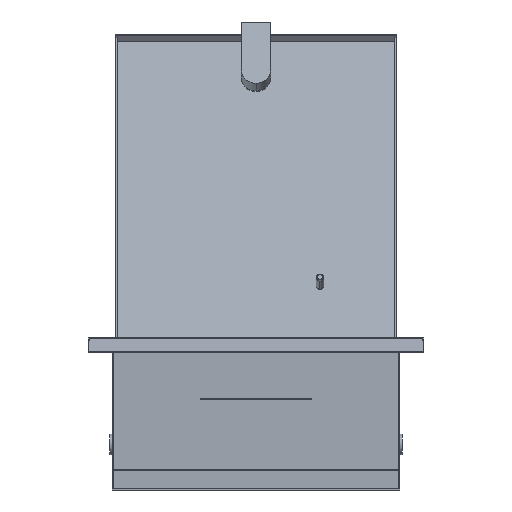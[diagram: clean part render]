
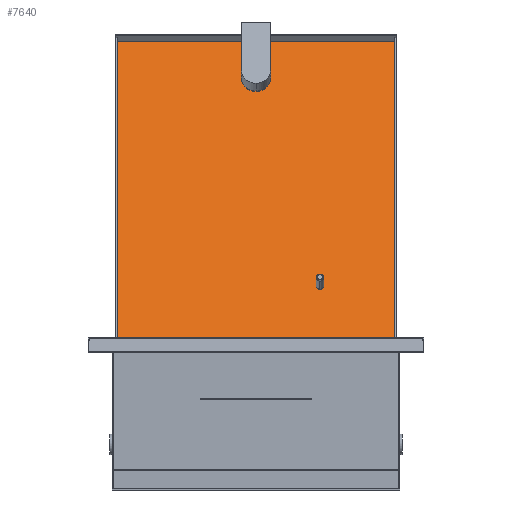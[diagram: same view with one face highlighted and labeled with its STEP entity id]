
A CAD part, left-side view. The second image highlights one B-rep face of the part: STEP entity #7640.
In plain terms, the highlighted face is planar.
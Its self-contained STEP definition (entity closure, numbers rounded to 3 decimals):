
#269 = AXIS2_PLACEMENT_3D ( 'NONE', #973, #2318, #7682 ) ;
#455 = VERTEX_POINT ( 'NONE', #9197 ) ;
#973 = CARTESIAN_POINT ( 'NONE',  ( -102., 0., -1. ) ) ;
#1024 = CIRCLE ( 'NONE', #3344, 11.5 ) ;
#1329 = DIRECTION ( 'NONE',  ( 0., 1., 0. ) ) ;
#1636 = CARTESIAN_POINT ( 'NONE',  ( 0., 109.5, -1. ) ) ;
#1685 = VECTOR ( 'NONE', #11518, 1000. ) ;
#1741 = CARTESIAN_POINT ( 'NONE',  ( 76., -50.5, -1. ) ) ;
#1836 = DIRECTION ( 'NONE',  ( 1., 0., 0. ) ) ;
#1850 = VERTEX_POINT ( 'NONE', #5307 ) ;
#1989 = DIRECTION ( 'NONE',  ( 1., 0., 0. ) ) ;
#2318 = DIRECTION ( 'NONE',  ( 0., 0., 1. ) ) ;
#2403 = VERTEX_POINT ( 'NONE', #4484 ) ;
#2472 = EDGE_CURVE ( 'NONE', #1850, #2403, #7267, .T. ) ;
#2532 = EDGE_CURVE ( 'NONE', #2403, #455, #4793, .T. ) ;
#2573 = CARTESIAN_POINT ( 'NONE',  ( 73., -50.5, -1. ) ) ;
#2592 = DIRECTION ( 'NONE',  ( -1., 0., 0. ) ) ;
#2679 = CARTESIAN_POINT ( 'NONE',  ( -90.5, 0., -1. ) ) ;
#2869 = ORIENTED_EDGE ( 'NONE', *, *, #9447, .T. ) ;
#2894 = CARTESIAN_POINT ( 'NONE',  ( -102., 0., -1. ) ) ;
#2939 = EDGE_LOOP ( 'NONE', ( #11178, #8312 ) ) ;
#3125 = AXIS2_PLACEMENT_3D ( 'NONE', #8744, #3584, #1836 ) ;
#3153 = PLANE ( 'NONE',  #4238 ) ;
#3344 = AXIS2_PLACEMENT_3D ( 'NONE', #2894, #4461, #6530 ) ;
#3584 = DIRECTION ( 'NONE',  ( 0., 0., -1. ) ) ;
#3678 = EDGE_CURVE ( 'NONE', #6113, #1850, #6134, .T. ) ;
#3741 = FACE_BOUND ( 'NONE', #2939, .T. ) ;
#3939 = DIRECTION ( 'NONE',  ( 0., 0., -1. ) ) ;
#4093 = VECTOR ( 'NONE', #1329, 1000. ) ;
#4238 = AXIS2_PLACEMENT_3D ( 'NONE', #6374, #11367, #1989 ) ;
#4278 = CARTESIAN_POINT ( 'NONE',  ( -132., 0., -1. ) ) ;
#4461 = DIRECTION ( 'NONE',  ( 0., 0., 1. ) ) ;
#4467 = EDGE_CURVE ( 'NONE', #5556, #7347, #11407, .T. ) ;
#4484 = CARTESIAN_POINT ( 'NONE',  ( 132., -109.5, -1. ) ) ;
#4793 = LINE ( 'NONE', #11675, #4093 ) ;
#5162 = EDGE_CURVE ( 'NONE', #455, #6113, #5818, .T. ) ;
#5176 = ORIENTED_EDGE ( 'NONE', *, *, #3678, .F. ) ;
#5247 = FACE_OUTER_BOUND ( 'NONE', #5362, .T. ) ;
#5307 = CARTESIAN_POINT ( 'NONE',  ( -132., -109.5, -1. ) ) ;
#5362 = EDGE_LOOP ( 'NONE', ( #5176, #7771, #5737, #7064 ) ) ;
#5417 = FACE_BOUND ( 'NONE', #11495, .T. ) ;
#5528 = CARTESIAN_POINT ( 'NONE',  ( 70., -50.5, -1. ) ) ;
#5556 = VERTEX_POINT ( 'NONE', #5528 ) ;
#5737 = ORIENTED_EDGE ( 'NONE', *, *, #2532, .F. ) ;
#5818 = LINE ( 'NONE', #1636, #9624 ) ;
#5949 = CARTESIAN_POINT ( 'NONE',  ( -132., 109.5, -1. ) ) ;
#6113 = VERTEX_POINT ( 'NONE', #5949 ) ;
#6134 = LINE ( 'NONE', #4278, #1685 ) ;
#6374 = CARTESIAN_POINT ( 'NONE',  ( 0., 0., -1. ) ) ;
#6530 = DIRECTION ( 'NONE',  ( 1., 0., 0. ) ) ;
#7064 = ORIENTED_EDGE ( 'NONE', *, *, #2472, .F. ) ;
#7267 = LINE ( 'NONE', #8187, #11182 ) ;
#7347 = VERTEX_POINT ( 'NONE', #1741 ) ;
#7560 = VERTEX_POINT ( 'NONE', #8266 ) ;
#7572 = ORIENTED_EDGE ( 'NONE', *, *, #9436, .T. ) ;
#7640 = ADVANCED_FACE ( 'NONE', ( #5417, #5247, #3741 ), #3153, .F. ) ;
#7682 = DIRECTION ( 'NONE',  ( 1., 0., 0. ) ) ;
#7708 = EDGE_CURVE ( 'NONE', #7347, #5556, #11143, .T. ) ;
#7771 = ORIENTED_EDGE ( 'NONE', *, *, #5162, .F. ) ;
#8187 = CARTESIAN_POINT ( 'NONE',  ( 0., -109.5, -1. ) ) ;
#8266 = CARTESIAN_POINT ( 'NONE',  ( -113.5, 0., -1. ) ) ;
#8312 = ORIENTED_EDGE ( 'NONE', *, *, #4467, .F. ) ;
#8744 = CARTESIAN_POINT ( 'NONE',  ( 73., -50.5, -1. ) ) ;
#9028 = AXIS2_PLACEMENT_3D ( 'NONE', #2573, #3939, #10028 ) ;
#9162 = VERTEX_POINT ( 'NONE', #2679 ) ;
#9197 = CARTESIAN_POINT ( 'NONE',  ( 132., 109.5, -1. ) ) ;
#9436 = EDGE_CURVE ( 'NONE', #9162, #7560, #11516, .T. ) ;
#9447 = EDGE_CURVE ( 'NONE', #7560, #9162, #1024, .T. ) ;
#9624 = VECTOR ( 'NONE', #2592, 1000. ) ;
#10028 = DIRECTION ( 'NONE',  ( 1., 0., 0. ) ) ;
#10750 = DIRECTION ( 'NONE',  ( 1., 0., 0. ) ) ;
#11143 = CIRCLE ( 'NONE', #9028, 3. ) ;
#11178 = ORIENTED_EDGE ( 'NONE', *, *, #7708, .F. ) ;
#11182 = VECTOR ( 'NONE', #10750, 1000. ) ;
#11367 = DIRECTION ( 'NONE',  ( 0., 0., 1. ) ) ;
#11407 = CIRCLE ( 'NONE', #3125, 3. ) ;
#11495 = EDGE_LOOP ( 'NONE', ( #7572, #2869 ) ) ;
#11516 = CIRCLE ( 'NONE', #269, 11.5 ) ;
#11518 = DIRECTION ( 'NONE',  ( 0., -1., 0. ) ) ;
#11675 = CARTESIAN_POINT ( 'NONE',  ( 132., 0., -1. ) ) ;
